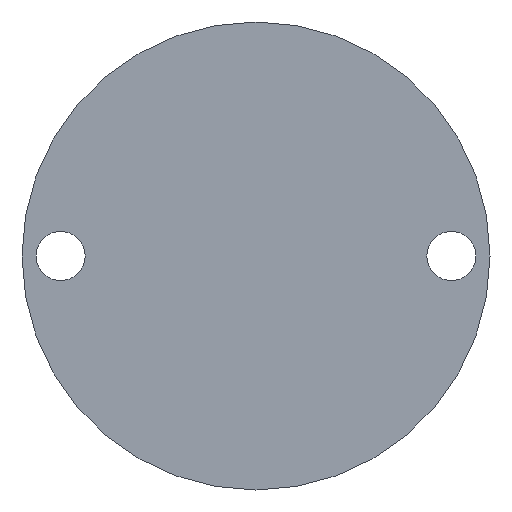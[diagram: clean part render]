
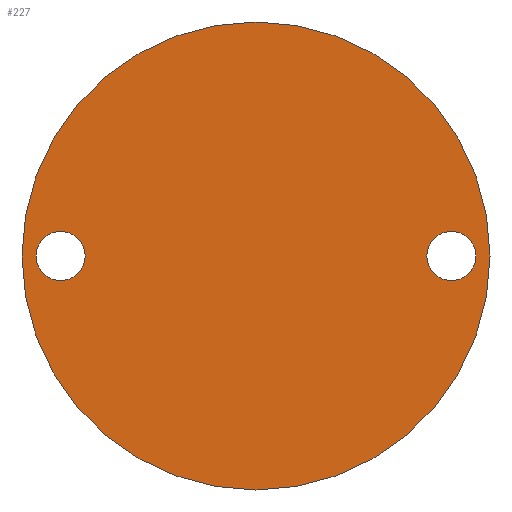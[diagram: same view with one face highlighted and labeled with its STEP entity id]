
A CAD part, front view. The second image highlights one B-rep face of the part: STEP entity #227.
In plain terms, the highlighted planar face has unit normal (0, -1, 0).
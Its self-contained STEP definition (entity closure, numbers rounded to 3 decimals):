
#2 = CIRCLE ( 'NONE', #270, 5.25 ) ;
#67 = ORIENTED_EDGE ( 'NONE', *, *, #381, .T. ) ;
#79 = VERTEX_POINT ( 'NONE', #116 ) ;
#86 = DIRECTION ( 'NONE',  ( 0., -1., 0. ) ) ;
#111 = CARTESIAN_POINT ( 'NONE',  ( 0., 0., 0. ) ) ;
#116 = CARTESIAN_POINT ( 'NONE',  ( -50., 0., 0. ) ) ;
#120 = DIRECTION ( 'NONE',  ( 0., 1., 0. ) ) ;
#141 = DIRECTION ( 'NONE',  ( -1., 0., 0. ) ) ;
#153 = CIRCLE ( 'NONE', #1739, 50. ) ;
#227 = ADVANCED_FACE ( 'NONE', ( #1517, #1224, #1363 ), #1215, .F. ) ;
#270 = AXIS2_PLACEMENT_3D ( 'NONE', #1965, #732, #422 ) ;
#299 = CIRCLE ( 'NONE', #457, 50. ) ;
#309 = CARTESIAN_POINT ( 'NONE',  ( -36.5, 0., 0. ) ) ;
#328 = CIRCLE ( 'NONE', #945, 5.25 ) ;
#340 = CARTESIAN_POINT ( 'NONE',  ( -47., 0., 0. ) ) ;
#347 = EDGE_LOOP ( 'NONE', ( #1666, #572 ) ) ;
#381 = EDGE_CURVE ( 'NONE', #1885, #79, #153, .T. ) ;
#422 = DIRECTION ( 'NONE',  ( -1., 0., 0. ) ) ;
#452 = EDGE_LOOP ( 'NONE', ( #1744, #1316 ) ) ;
#455 = EDGE_CURVE ( 'NONE', #1865, #1289, #576, .T. ) ;
#457 = AXIS2_PLACEMENT_3D ( 'NONE', #860, #86, #702 ) ;
#572 = ORIENTED_EDGE ( 'NONE', *, *, #1237, .T. ) ;
#576 = CIRCLE ( 'NONE', #1071, 5.25 ) ;
#702 = DIRECTION ( 'NONE',  ( 1., 0., 0. ) ) ;
#713 = VERTEX_POINT ( 'NONE', #1439 ) ;
#715 = DIRECTION ( 'NONE',  ( 0., -1., 0. ) ) ;
#732 = DIRECTION ( 'NONE',  ( 0., 1., 0. ) ) ;
#860 = CARTESIAN_POINT ( 'NONE',  ( 0., 0., 0. ) ) ;
#898 = EDGE_CURVE ( 'NONE', #79, #1885, #299, .T. ) ;
#945 = AXIS2_PLACEMENT_3D ( 'NONE', #1704, #120, #141 ) ;
#995 = EDGE_CURVE ( 'NONE', #1863, #713, #2, .T. ) ;
#1046 = EDGE_CURVE ( 'NONE', #1289, #1865, #328, .T. ) ;
#1071 = AXIS2_PLACEMENT_3D ( 'NONE', #1698, #1396, #1979 ) ;
#1080 = DIRECTION ( 'NONE',  ( 0., 1., 0. ) ) ;
#1152 = CARTESIAN_POINT ( 'NONE',  ( 50., 0., 0. ) ) ;
#1184 = DIRECTION ( 'NONE',  ( 0., 1., 0. ) ) ;
#1215 = PLANE ( 'NONE',  #1411 ) ;
#1220 = CARTESIAN_POINT ( 'NONE',  ( 41.75, 0., 0. ) ) ;
#1224 = FACE_BOUND ( 'NONE', #347, .T. ) ;
#1237 = EDGE_CURVE ( 'NONE', #713, #1863, #1659, .T. ) ;
#1289 = VERTEX_POINT ( 'NONE', #309 ) ;
#1316 = ORIENTED_EDGE ( 'NONE', *, *, #1046, .T. ) ;
#1348 = DIRECTION ( 'NONE',  ( 1., 0., 0. ) ) ;
#1363 = FACE_OUTER_BOUND ( 'NONE', #1967, .T. ) ;
#1396 = DIRECTION ( 'NONE',  ( 0., 1., 0. ) ) ;
#1411 = AXIS2_PLACEMENT_3D ( 'NONE', #1849, #1080, #1694 ) ;
#1439 = CARTESIAN_POINT ( 'NONE',  ( 47., 0., 0. ) ) ;
#1459 = AXIS2_PLACEMENT_3D ( 'NONE', #1220, #1184, #1982 ) ;
#1517 = FACE_BOUND ( 'NONE', #452, .T. ) ;
#1659 = CIRCLE ( 'NONE', #1459, 5.25 ) ;
#1666 = ORIENTED_EDGE ( 'NONE', *, *, #995, .T. ) ;
#1694 = DIRECTION ( 'NONE',  ( -1., 0., 0. ) ) ;
#1698 = CARTESIAN_POINT ( 'NONE',  ( -41.75, 0., 0. ) ) ;
#1704 = CARTESIAN_POINT ( 'NONE',  ( -41.75, 0., 0. ) ) ;
#1728 = CARTESIAN_POINT ( 'NONE',  ( 36.5, 0., 0. ) ) ;
#1739 = AXIS2_PLACEMENT_3D ( 'NONE', #111, #715, #1348 ) ;
#1744 = ORIENTED_EDGE ( 'NONE', *, *, #455, .T. ) ;
#1849 = CARTESIAN_POINT ( 'NONE',  ( 0., 0., 0. ) ) ;
#1863 = VERTEX_POINT ( 'NONE', #1728 ) ;
#1865 = VERTEX_POINT ( 'NONE', #340 ) ;
#1879 = ORIENTED_EDGE ( 'NONE', *, *, #898, .T. ) ;
#1885 = VERTEX_POINT ( 'NONE', #1152 ) ;
#1965 = CARTESIAN_POINT ( 'NONE',  ( 41.75, 0., 0. ) ) ;
#1967 = EDGE_LOOP ( 'NONE', ( #67, #1879 ) ) ;
#1979 = DIRECTION ( 'NONE',  ( -1., 0., 0. ) ) ;
#1982 = DIRECTION ( 'NONE',  ( -1., 0., 0. ) ) ;
